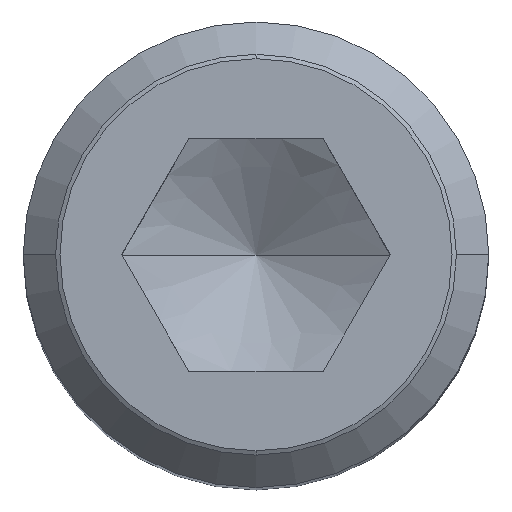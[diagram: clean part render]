
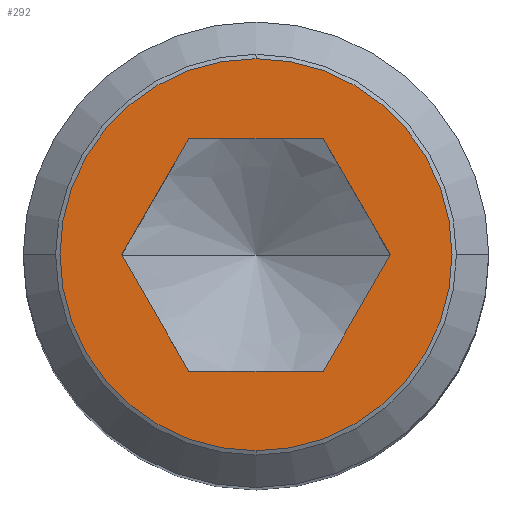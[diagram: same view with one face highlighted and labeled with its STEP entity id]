
A CAD part, top view. The second image highlights one B-rep face of the part: STEP entity #292.
In plain terms, the highlighted planar face has unit normal (0, 0, 1).
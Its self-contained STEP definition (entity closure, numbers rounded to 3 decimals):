
#148=VERTEX_POINT('',#374);
#160=VERTEX_POINT('',#386);
#176=EDGE_CURVE('',#206,#148,#405,.T.);
#196=EDGE_CURVE('',#148,#206,#429,.T.);
#200=EDGE_CURVE('',#160,#238,#433,.T.);
#202=EDGE_CURVE('',#316,#232,#435,.T.);
#206=VERTEX_POINT('',#439);
#224=EDGE_CURVE('',#232,#262,#460,.T.);
#232=VERTEX_POINT('',#468);
#238=VERTEX_POINT('',#474);
#256=EDGE_CURVE('',#262,#160,#493,.T.);
#262=VERTEX_POINT('',#499);
#290=EDGE_CURVE('',#334,#316,#529,.T.);
#292=ADVANCED_FACE('',(#531,#532),#533,.T.);
#316=VERTEX_POINT('',#562);
#324=EDGE_CURVE('',#238,#334,#570,.T.);
#334=VERTEX_POINT('',#582);
#374=CARTESIAN_POINT('',(0.,-5.053,0.));
#386=CARTESIAN_POINT('',(3.464,0.0,0.));
#405=CIRCLE('',#676,5.053);
#429=CIRCLE('',#715,5.053);
#433=LINE('',#720,#721);
#435=LINE('',#724,#725);
#439=CARTESIAN_POINT('',(0.,5.053,0.));
#460=LINE('',#770,#771);
#468=CARTESIAN_POINT('',(-1.732,3.0,0.));
#474=CARTESIAN_POINT('',(1.732,-3.0,0.));
#493=LINE('',#822,#823);
#499=CARTESIAN_POINT('',(1.732,3.0,0.));
#529=LINE('',#879,#880);
#531=FACE_BOUND('',#882,.T.);
#532=FACE_OUTER_BOUND('',#883,.T.);
#533=PLANE('',#884);
#562=CARTESIAN_POINT('',(-3.464,0.0,0.));
#570=LINE('',#929,#930);
#582=CARTESIAN_POINT('',(-1.732,-3.0,0.));
#676=AXIS2_PLACEMENT_3D('',#1005,#1006,#1007);
#715=AXIS2_PLACEMENT_3D('',#1044,#1045,#1046);
#720=CARTESIAN_POINT('',(2.165,-2.25,0.));
#721=VECTOR('',#1047,1.0);
#724=CARTESIAN_POINT('',(-2.165,2.25,0.));
#725=VECTOR('',#1048,1.0);
#770=CARTESIAN_POINT('',(0.866,3.0,0.));
#771=VECTOR('',#1081,1.0);
#822=CARTESIAN_POINT('',(3.031,0.75,0.));
#823=VECTOR('',#1106,1.0);
#879=CARTESIAN_POINT('',(-3.031,-0.75,0.));
#880=VECTOR('',#1137,1.0);
#882=EDGE_LOOP('',(#1139,#1140,#1141,#1142,#1143,#1144));
#883=EDGE_LOOP('',(#1145,#1146));
#884=AXIS2_PLACEMENT_3D('',#1147,#1148,#1149);
#929=CARTESIAN_POINT('',(-0.866,-3.0,0.));
#930=VECTOR('',#1194,1.0);
#1005=CARTESIAN_POINT('',(0.,0.,0.));
#1006=DIRECTION('',(0.0,0.0,1.0));
#1007=DIRECTION('',(0.,1.0,0.0));
#1044=CARTESIAN_POINT('',(0.,0.,0.));
#1045=DIRECTION('',(0.0,0.0,1.0));
#1046=DIRECTION('',(0.,1.0,0.0));
#1047=DIRECTION('',(-0.5,-0.866,0.));
#1048=DIRECTION('',(0.5,0.866,0.));
#1081=DIRECTION('',(1.0,0.0,0.0));
#1106=DIRECTION('',(0.5,-0.866,0.));
#1137=DIRECTION('',(-0.5,0.866,0.));
#1139=ORIENTED_EDGE('',*,*,#290,.T.);
#1140=ORIENTED_EDGE('',*,*,#202,.T.);
#1141=ORIENTED_EDGE('',*,*,#224,.T.);
#1142=ORIENTED_EDGE('',*,*,#256,.T.);
#1143=ORIENTED_EDGE('',*,*,#200,.T.);
#1144=ORIENTED_EDGE('',*,*,#324,.T.);
#1145=ORIENTED_EDGE('',*,*,#176,.T.);
#1146=ORIENTED_EDGE('',*,*,#196,.T.);
#1147=CARTESIAN_POINT('',(-4.283,0.,0.));
#1148=DIRECTION('',(0.0,0.0,1.0));
#1149=DIRECTION('',(-1.0,0.,0.0));
#1194=DIRECTION('',(-1.0,0.0,0.0));
